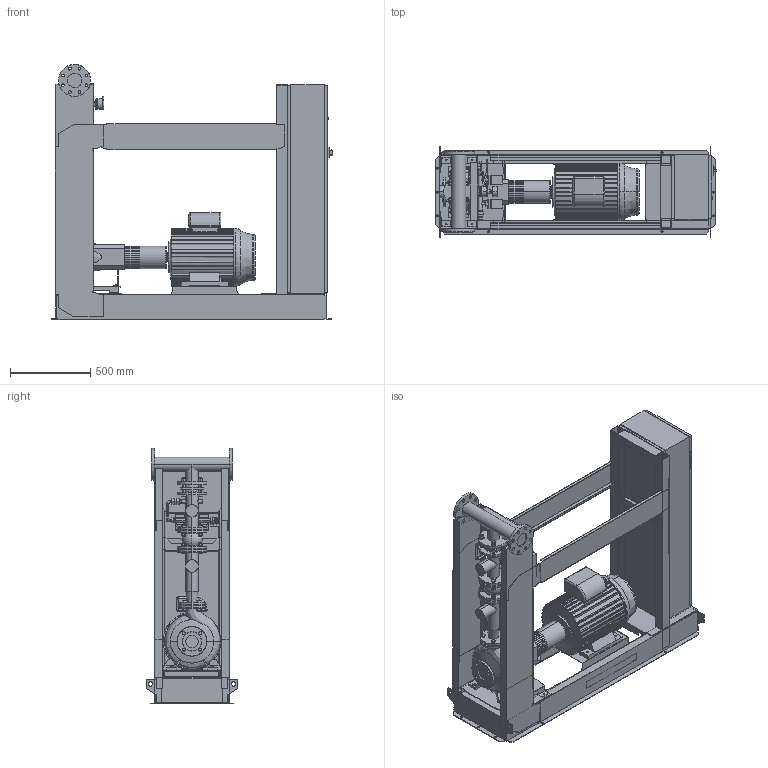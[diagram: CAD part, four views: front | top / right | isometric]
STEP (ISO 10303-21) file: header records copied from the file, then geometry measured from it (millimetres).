
FILE_DESCRIPTION((''),'2;1');
FILE_NAME('3d_Sifire-EN-50_250-230-22E-4183677.stp','2015-05-26T07:23:12',(''),(''),'Mechanical Desktop 2009','Mechanical Desktop 2009',', , ');
FILE_SCHEMA(('CONFIG_CONTROL_DESIGN'));
Length unit declared in the file: millimetre
Products named in the file (1): Product
Bounding box: 1754.5 x 568 x 1590 mm (x, y, z)
Volume: 233918878.4 mm3; surface area: 17145321.5 mm2
Topology: 96 solids, 96 shells, 2653 faces, 6508 edges, 4156 vertices
Faces by surface type: plane 1070, bspline 789, cylinder 506, cone 232, torus 48, sphere 8
Entity records: 86181 total; most frequent: CARTESIAN_POINT 26939, ORIENTED_EDGE 13004, DIRECTION 11102, EDGE_CURVE 6502, VERTEX_POINT 4155, VECTOR 3762, LINE 3762, AXIS2_PLACEMENT_3D 3670
